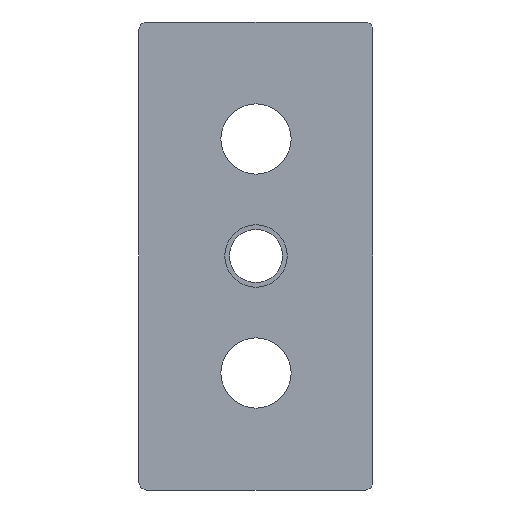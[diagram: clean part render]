
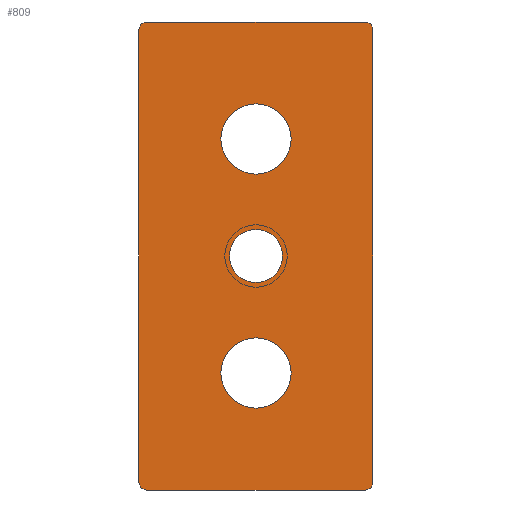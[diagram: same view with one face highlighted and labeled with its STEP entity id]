
A CAD part, front view. The second image highlights one B-rep face of the part: STEP entity #809.
In plain terms, the highlighted planar face has unit normal (0, -1, 0).
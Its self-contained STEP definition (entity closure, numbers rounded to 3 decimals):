
#329=CARTESIAN_POINT('',(0.,0.,-15.));
#330=DIRECTION('',(0.,-1.,0.));
#331=DIRECTION('',(1.,0.,0.));
#332=AXIS2_PLACEMENT_3D('',#329,#330,#331);
#338=CARTESIAN_POINT('',(0.,0.,-15.));
#339=DIRECTION('',(0.,-1.,0.));
#340=DIRECTION('',(-1.,0.,0.));
#341=AXIS2_PLACEMENT_3D('',#338,#339,#340);
#346=CARTESIAN_POINT('',(0.,0.,15.));
#347=DIRECTION('',(0.,-1.,0.));
#348=DIRECTION('',(1.,0.,0.));
#349=AXIS2_PLACEMENT_3D('',#346,#347,#348);
#354=CARTESIAN_POINT('',(0.,0.,15.));
#355=DIRECTION('',(0.,-1.,0.));
#356=DIRECTION('',(-1.,0.,0.));
#357=AXIS2_PLACEMENT_3D('',#354,#355,#356);
#362=CARTESIAN_POINT('',(0.,0.,0.));
#363=DIRECTION('',(0.,1.,0.));
#364=DIRECTION('',(1.,0.,0.));
#365=AXIS2_PLACEMENT_3D('',#362,#363,#364);
#370=CARTESIAN_POINT('',(0.,0.,0.));
#371=DIRECTION('',(0.,1.,0.));
#372=DIRECTION('',(-1.,0.,0.));
#373=AXIS2_PLACEMENT_3D('',#370,#371,#372);
#378=DIRECTION('',(0.,0.,-1.));
#379=VECTOR('',#378,58.);
#380=CARTESIAN_POINT('',(15.,0.,29.));
#381=LINE('',#380,#379);
#385=DIRECTION('',(-1.,0.,0.));
#386=VECTOR('',#385,28.);
#387=CARTESIAN_POINT('',(14.,0.,-30.));
#388=LINE('',#387,#386);
#392=DIRECTION('',(0.,0.,1.));
#393=VECTOR('',#392,58.);
#394=CARTESIAN_POINT('',(-15.,0.,-29.));
#395=LINE('',#394,#393);
#399=DIRECTION('',(1.,0.,0.));
#400=VECTOR('',#399,28.);
#401=CARTESIAN_POINT('',(-14.,0.,30.));
#402=LINE('',#401,#400);
#606=CARTESIAN_POINT('',(14.,0.,29.));
#607=DIRECTION('',(0.,-1.,0.));
#608=DIRECTION('',(1.,0.,0.));
#609=AXIS2_PLACEMENT_3D('',#606,#607,#608);
#636=CARTESIAN_POINT('',(-14.,0.,29.));
#637=DIRECTION('',(0.,-1.,0.));
#638=DIRECTION('',(0.,0.,1.));
#639=AXIS2_PLACEMENT_3D('',#636,#637,#638);
#666=CARTESIAN_POINT('',(-14.,0.,-29.));
#667=DIRECTION('',(0.,-1.,0.));
#668=DIRECTION('',(-1.,0.,0.));
#669=AXIS2_PLACEMENT_3D('',#666,#667,#668);
#696=CARTESIAN_POINT('',(14.,0.,-29.));
#697=DIRECTION('',(0.,-1.,0.));
#698=DIRECTION('',(0.,0.,-1.));
#699=AXIS2_PLACEMENT_3D('',#696,#697,#698);
#704=CARTESIAN_POINT('',(4.5,0.,-15.));
#705=CARTESIAN_POINT('',(-4.5,0.,-15.));
#706=VERTEX_POINT('',#704);
#707=VERTEX_POINT('',#705);
#708=CARTESIAN_POINT('',(4.5,0.,15.));
#709=CARTESIAN_POINT('',(-4.5,0.,15.));
#710=VERTEX_POINT('',#708);
#711=VERTEX_POINT('',#709);
#728=CARTESIAN_POINT('',(3.4,0.,0.));
#729=CARTESIAN_POINT('',(-3.4,0.,0.));
#730=VERTEX_POINT('',#728);
#731=VERTEX_POINT('',#729);
#737=CARTESIAN_POINT('',(14.,0.,30.));
#739=VERTEX_POINT('',#737);
#742=CARTESIAN_POINT('',(15.,0.,29.));
#743=VERTEX_POINT('',#742);
#745=CARTESIAN_POINT('',(-15.,0.,29.));
#747=VERTEX_POINT('',#745);
#750=CARTESIAN_POINT('',(-14.,0.,30.));
#751=VERTEX_POINT('',#750);
#753=CARTESIAN_POINT('',(15.,0.,-29.));
#755=VERTEX_POINT('',#753);
#758=CARTESIAN_POINT('',(14.,0.,-30.));
#759=VERTEX_POINT('',#758);
#761=CARTESIAN_POINT('',(-14.,0.,-30.));
#763=VERTEX_POINT('',#761);
#766=CARTESIAN_POINT('',(-15.,0.,-29.));
#767=VERTEX_POINT('',#766);
#768=CARTESIAN_POINT('',(0.,0.,0.));
#769=DIRECTION('',(0.,1.,0.));
#770=DIRECTION('',(1.,0.,0.));
#771=AXIS2_PLACEMENT_3D('',#768,#769,#770);
#772=PLANE('',#771);
#774=ORIENTED_EDGE('',*,*,#773,.F.);
#776=ORIENTED_EDGE('',*,*,#775,.T.);
#778=ORIENTED_EDGE('',*,*,#777,.F.);
#780=ORIENTED_EDGE('',*,*,#779,.T.);
#782=ORIENTED_EDGE('',*,*,#781,.F.);
#784=ORIENTED_EDGE('',*,*,#783,.T.);
#786=ORIENTED_EDGE('',*,*,#785,.F.);
#788=ORIENTED_EDGE('',*,*,#787,.T.);
#789=EDGE_LOOP('',(#774,#776,#778,#780,#782,#784,#786,#788));
#790=FACE_OUTER_BOUND('',#789,.F.);
#792=ORIENTED_EDGE('',*,*,#791,.T.);
#794=ORIENTED_EDGE('',*,*,#793,.T.);
#795=EDGE_LOOP('',(#792,#794));
#796=FACE_BOUND('',#795,.F.);
#798=ORIENTED_EDGE('',*,*,#797,.F.);
#800=ORIENTED_EDGE('',*,*,#799,.F.);
#801=EDGE_LOOP('',(#798,#800));
#802=FACE_BOUND('',#801,.F.);
#804=ORIENTED_EDGE('',*,*,#803,.T.);
#806=ORIENTED_EDGE('',*,*,#805,.T.);
#807=EDGE_LOOP('',(#804,#806));
#808=FACE_BOUND('',#807,.F.);
#333=CIRCLE('',#332,4.5);
#342=CIRCLE('',#341,4.5);
#350=CIRCLE('',#349,4.5);
#358=CIRCLE('',#357,4.5);
#366=CIRCLE('',#365,3.4);
#374=CIRCLE('',#373,3.4);
#610=CIRCLE('',#609,1.);
#640=CIRCLE('',#639,1.);
#670=CIRCLE('',#669,1.);
#700=CIRCLE('',#699,1.);
#773=EDGE_CURVE('',#743,#739,#610,.T.);
#775=EDGE_CURVE('',#743,#755,#381,.T.);
#777=EDGE_CURVE('',#759,#755,#700,.T.);
#779=EDGE_CURVE('',#759,#763,#388,.T.);
#781=EDGE_CURVE('',#767,#763,#670,.T.);
#783=EDGE_CURVE('',#767,#747,#395,.T.);
#785=EDGE_CURVE('',#751,#747,#640,.T.);
#787=EDGE_CURVE('',#751,#739,#402,.T.);
#791=EDGE_CURVE('',#710,#711,#350,.T.);
#793=EDGE_CURVE('',#711,#710,#358,.T.);
#797=EDGE_CURVE('',#730,#731,#366,.T.);
#799=EDGE_CURVE('',#731,#730,#374,.T.);
#803=EDGE_CURVE('',#706,#707,#333,.T.);
#805=EDGE_CURVE('',#707,#706,#342,.T.);
#809=ADVANCED_FACE('',(#790,#796,#802,#808),#772,.F.);
